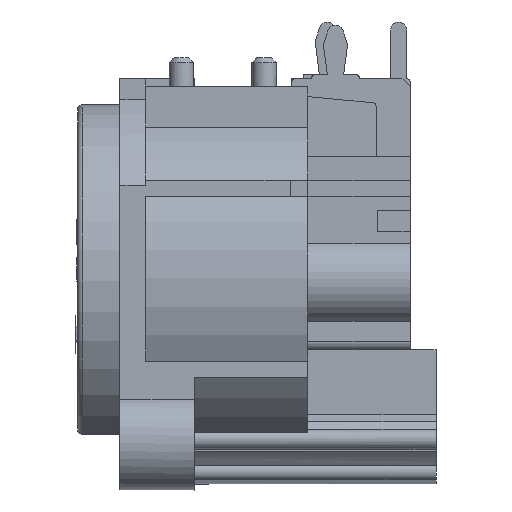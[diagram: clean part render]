
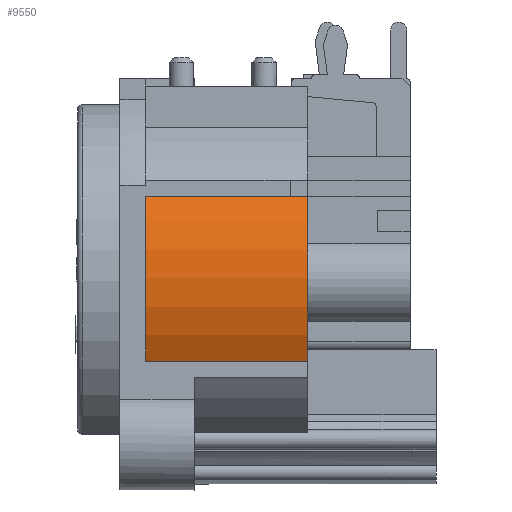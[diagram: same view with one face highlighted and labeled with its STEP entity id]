
A CAD part, left-side view. The second image highlights one B-rep face of the part: STEP entity #9550.
In plain terms, the highlighted cylindrical face has radius 10.85 mm (diameter 21.7 mm), a partial arc.
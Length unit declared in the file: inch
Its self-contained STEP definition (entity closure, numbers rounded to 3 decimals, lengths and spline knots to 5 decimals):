
#5604=CARTESIAN_POINT('',(-0.37383,-0.45669,0.20669));
#5605=VERTEX_POINT('',#5604);
#5612=CARTESIAN_POINT('',(-0.38112,-0.45669,-0.19291));
#5613=VERTEX_POINT('',#5612);
#5614=CARTESIAN_POINT('',(0.0,-0.45669,0.0));
#5615=DIRECTION('',(0.0,-1.0,0.0));
#5616=DIRECTION('',(-1.0,0.0,0.0));
#5617=AXIS2_PLACEMENT_3D('',#5614,#5615,#5616);
#5618=CIRCLE('',#5617,0.42717);
#5619=EDGE_CURVE('',#5605,#5613,#5618,.T.);
#9491=CARTESIAN_POINT('',(-0.37383,-0.06299,0.20669));
#9492=VERTEX_POINT('',#9491);
#9493=CARTESIAN_POINT('',(-0.37383,-0.45669,0.20669));
#9494=DIRECTION('',(0.0,1.0,0.0));
#9495=VECTOR('',#9494,0.3937);
#9496=LINE('',#9493,#9495);
#9497=EDGE_CURVE('',#5605,#9492,#9496,.T.);
#9526=CARTESIAN_POINT('',(0.0,0.95071,0.0));
#9527=DIRECTION('',(0.0,-1.0,0.0));
#9528=DIRECTION('',(-1.0,0.0,0.0));
#9529=AXIS2_PLACEMENT_3D('',#9526,#9527,#9528);
#9530=CYLINDRICAL_SURFACE('',#9529,0.42717);
#9531=CARTESIAN_POINT('',(-0.38112,-0.06299,-0.19291));
#9532=VERTEX_POINT('',#9531);
#9533=CARTESIAN_POINT('',(0.0,-0.06299,0.0));
#9534=DIRECTION('',(0.0,1.0,0.0));
#9535=DIRECTION('',(-1.0,0.0,0.0));
#9536=AXIS2_PLACEMENT_3D('',#9533,#9534,#9535);
#9537=CIRCLE('',#9536,0.42717);
#9538=EDGE_CURVE('',#9532,#9492,#9537,.T.);
#9539=ORIENTED_EDGE('',*,*,#9538,.F.);
#9540=CARTESIAN_POINT('',(-0.38112,-0.06299,-0.19291));
#9541=DIRECTION('',(0.0,-1.0,0.0));
#9542=VECTOR('',#9541,0.3937);
#9543=LINE('',#9540,#9542);
#9544=EDGE_CURVE('',#9532,#5613,#9543,.T.);
#9545=ORIENTED_EDGE('',*,*,#9544,.T.);
#9546=ORIENTED_EDGE('',*,*,#5619,.F.);
#9547=ORIENTED_EDGE('',*,*,#9497,.T.);
#9548=EDGE_LOOP('',(#9539,#9545,#9546,#9547));
#9549=FACE_OUTER_BOUND('',#9548,.T.);
#9550=ADVANCED_FACE('',(#9549),#9530,.T.);
